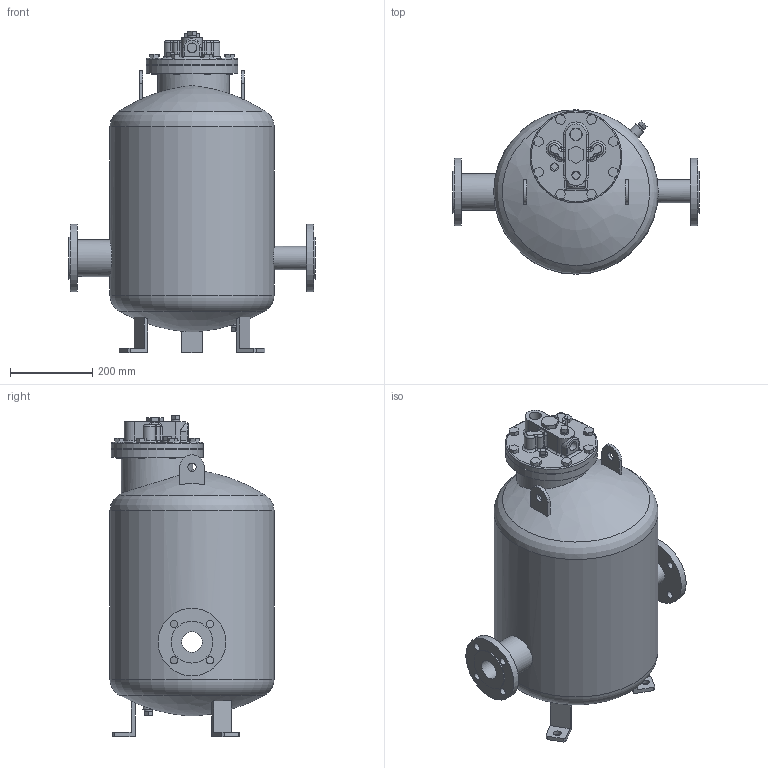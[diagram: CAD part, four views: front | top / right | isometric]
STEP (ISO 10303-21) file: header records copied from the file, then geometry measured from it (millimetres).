
FILE_DESCRIPTION((''),'2;1');
FILE_NAME('gp10f-080-e0025-00.stp','2009-08-28T13:40:26',('nakaot'),(''),'Autodesk Inventor 2008','Autodesk Inventor 2008','');
FILE_SCHEMA(('AUTOMOTIVE_DESIGN { 1 0 10303 214 1 1 1 1 }'));
Length unit declared in the file: millimetre
Products named in the file (1): gp10f-080-e0025-00
Bounding box: 600 x 400 x 782 mm (x, y, z)
Volume: 68605120.1 mm3; surface area: 1302278.5 mm2
Topology: 1 solids, 1 shells, 304 faces, 734 edges, 460 vertices
Faces by surface type: plane 167, cylinder 85, bspline 40, torus 12
Full cylindrical faces by diameter (mm): 14 x16, 18 x8, 19 x3, 20 x6, 28 x3, 50 x1, 57 x1, 65.458 x1, 89.9 x1, 102 x2, 165 x2, 174 x1, 224 x2, 400 x1
Entity records: 10143 total; most frequent: CARTESIAN_POINT 3383, DIRECTION 1360, ORIENTED_EDGE 1296, EDGE_CURVE 648, AXIS2_PLACEMENT_3D 488, EDGE_LOOP 443, VERTEX_POINT 441, VECTOR 384
